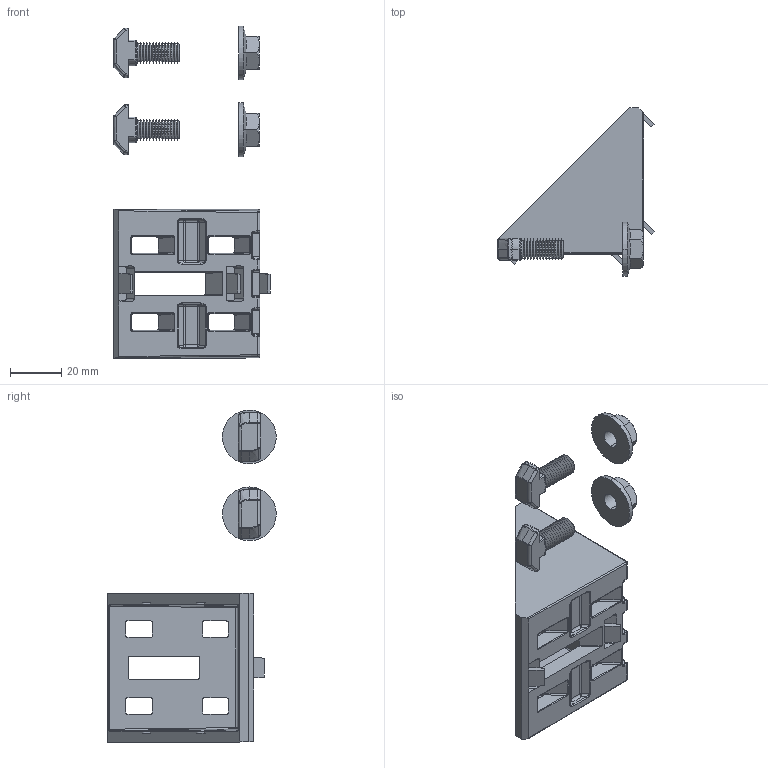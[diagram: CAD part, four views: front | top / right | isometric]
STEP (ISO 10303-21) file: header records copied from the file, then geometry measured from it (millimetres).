
FILE_DESCRIPTION (( 'STEP AP214' ), '1' );
FILE_NAME ('093w603n10s03.STEP', '2014-08-20T12:55:31', ( '' ), ( '' ), 'SwSTEP 2.0', 'SolidWorks 2014', '' );
FILE_SCHEMA (( 'AUTOMOTIVE_DESIGN' ));
Length unit declared in the file: millimetre
Products named in the file (4): 340me154_340me154; 096hk1030m0820_096 hk 10 30 m08 20; 093w603_093 w 603 n08 s03; 093w603n10s03
Assembly tree (5 placements, depth 2):
  093w603n10s03
    093w603_093 w 603 n08 s03
    096hk1030m0820_096 hk 10 30 m08 20  x2
    340me154_340me154  x2
Bounding box: 61.02 x 65.75 x 129.5 mm (x, y, z)
Volume: 44704.8 mm3; surface area: 25179.7 mm2
Topology: 5 solids, 5 shells, 874 faces, 2133 edges, 1250 vertices
Faces by surface type: cylinder 293, plane 252, bspline 159, cone 132, sphere 20, torus 18
Entity records: 21665 total; most frequent: CARTESIAN_POINT 7513, ORIENTED_EDGE 3208, DIRECTION 2664, EDGE_CURVE 1604, VERTEX_POINT 954, AXIS2_PLACEMENT_3D 949, VECTOR 766, LINE 766
